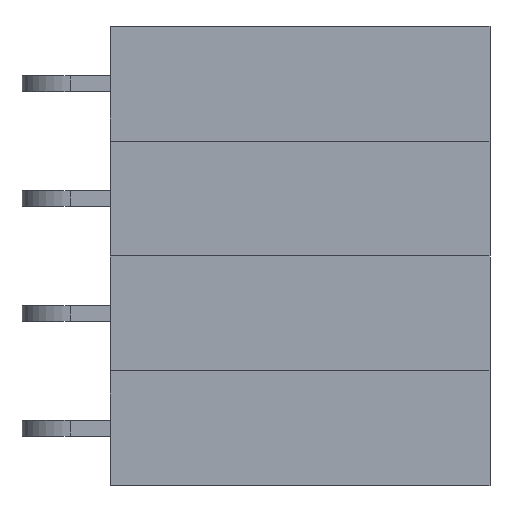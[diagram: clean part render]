
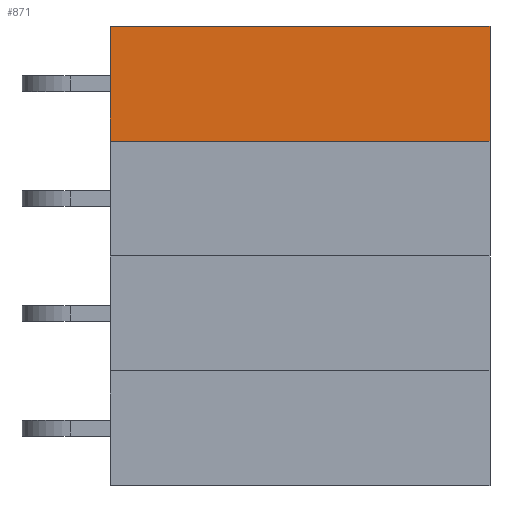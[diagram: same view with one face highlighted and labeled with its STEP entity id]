
A CAD part, front view. The second image highlights one B-rep face of the part: STEP entity #871.
In plain terms, the highlighted planar face has unit normal (0, -1, 0).
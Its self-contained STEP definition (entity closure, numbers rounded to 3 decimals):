
#13 = EDGE_CURVE ( 'NONE', #1759, #773, #1795, .T. ) ;
#49 = CARTESIAN_POINT ( 'NONE',  ( 0., 0., 2.54 ) ) ;
#63 = EDGE_CURVE ( 'NONE', #1306, #773, #1939, .T. ) ;
#64 = CARTESIAN_POINT ( 'NONE',  ( 0., 0., 0. ) ) ;
#85 = DIRECTION ( 'NONE',  ( 0., 0., -1. ) ) ;
#179 = FACE_OUTER_BOUND ( 'NONE', #391, .T. ) ;
#190 = PLANE ( 'NONE',  #436 ) ;
#391 = EDGE_LOOP ( 'NONE', ( #499, #1598, #836, #1153 ) ) ;
#404 = CARTESIAN_POINT ( 'NONE',  ( 0., 0., 2.54 ) ) ;
#436 = AXIS2_PLACEMENT_3D ( 'NONE', #806, #639, #826 ) ;
#499 = ORIENTED_EDGE ( 'NONE', *, *, #63, .T. ) ;
#553 = CARTESIAN_POINT ( 'NONE',  ( 8.4, 0., 2.54 ) ) ;
#606 = VECTOR ( 'NONE', #1881, 1000. ) ;
#639 = DIRECTION ( 'NONE',  ( 0., 1., 0. ) ) ;
#773 = VERTEX_POINT ( 'NONE', #1580 ) ;
#799 = EDGE_CURVE ( 'NONE', #1925, #1306, #1753, .T. ) ;
#806 = CARTESIAN_POINT ( 'NONE',  ( 0., 0., 2.54 ) ) ;
#814 = VECTOR ( 'NONE', #85, 1000. ) ;
#826 = DIRECTION ( 'NONE',  ( 0., 0., 1. ) ) ;
#836 = ORIENTED_EDGE ( 'NONE', *, *, #1335, .F. ) ;
#871 = ADVANCED_FACE ( 'NONE', ( #179 ), #190, .F. ) ;
#1153 = ORIENTED_EDGE ( 'NONE', *, *, #799, .T. ) ;
#1306 = VERTEX_POINT ( 'NONE', #64 ) ;
#1309 = DIRECTION ( 'NONE',  ( 1., 0., 0. ) ) ;
#1335 = EDGE_CURVE ( 'NONE', #1925, #1759, #1582, .T. ) ;
#1533 = CARTESIAN_POINT ( 'NONE',  ( 0., 0., 2.54 ) ) ;
#1580 = CARTESIAN_POINT ( 'NONE',  ( 8.4, 0., 0. ) ) ;
#1582 = LINE ( 'NONE', #404, #1883 ) ;
#1598 = ORIENTED_EDGE ( 'NONE', *, *, #13, .F. ) ;
#1648 = CARTESIAN_POINT ( 'NONE',  ( 8.4, 0., 2.54 ) ) ;
#1687 = VECTOR ( 'NONE', #1960, 1000. ) ;
#1753 = LINE ( 'NONE', #49, #606 ) ;
#1759 = VERTEX_POINT ( 'NONE', #553 ) ;
#1774 = CARTESIAN_POINT ( 'NONE',  ( 0., 0., 0. ) ) ;
#1795 = LINE ( 'NONE', #1648, #814 ) ;
#1881 = DIRECTION ( 'NONE',  ( 0., 0., -1. ) ) ;
#1883 = VECTOR ( 'NONE', #1309, 1000. ) ;
#1925 = VERTEX_POINT ( 'NONE', #1533 ) ;
#1939 = LINE ( 'NONE', #1774, #1687 ) ;
#1960 = DIRECTION ( 'NONE',  ( 1., 0., 0. ) ) ;
